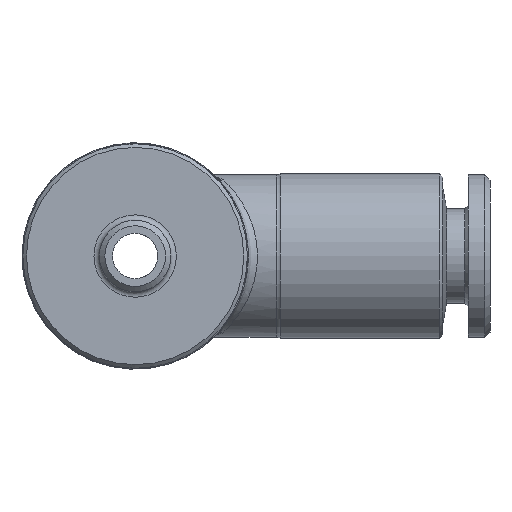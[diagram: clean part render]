
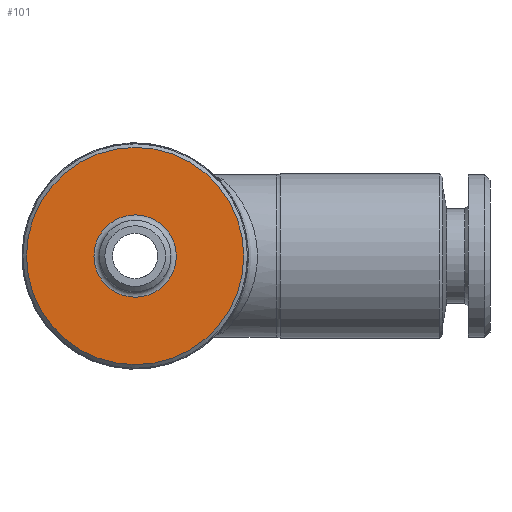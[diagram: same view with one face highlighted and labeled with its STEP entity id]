
A CAD part, front view. The second image highlights one B-rep face of the part: STEP entity #101.
In plain terms, the highlighted planar face has unit normal (0, -1, 0).
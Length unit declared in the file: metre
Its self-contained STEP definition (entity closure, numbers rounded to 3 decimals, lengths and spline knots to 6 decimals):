
#101 = ADVANCED_FACE( 'NONE', ( #258, #259 ), #260, .T. );
#258 = FACE_OUTER_BOUND( '', #503, .T. );
#259 = FACE_BOUND( '', #504, .T. );
#260 = PLANE( '', #505 );
#503 = EDGE_LOOP( '', ( #1059 ) );
#504 = EDGE_LOOP( '', ( #1060 ) );
#505 = AXIS2_PLACEMENT_3D( '', #1061, #1062, #1063 );
#1059 = ORIENTED_EDGE( '', *, *, #1429, .T. );
#1060 = ORIENTED_EDGE( '', *, *, #1430, .F. );
#1061 = CARTESIAN_POINT( '', ( -0.006, -0.0095, 0. ) );
#1062 = DIRECTION( '', ( 0., -1., 0. ) );
#1063 = DIRECTION( '', ( 0., 0., -1. ) );
#1429 = EDGE_CURVE( 'NONE', #1590, #1590, #1591, .T. );
#1430 = EDGE_CURVE( 'NONE', #1592, #1592, #1593, .T. );
#1590 = VERTEX_POINT( '', #1847 );
#1591 = CIRCLE( '', #1848, 0.006 );
#1592 = VERTEX_POINT( '', #1849 );
#1593 = CIRCLE( '', #1850, 0.002275 );
#1847 = CARTESIAN_POINT( '', ( 0., -0.0095, 0.006 ) );
#1848 = AXIS2_PLACEMENT_3D( '', #2284, #2285, #2286 );
#1849 = CARTESIAN_POINT( '', ( 0., -0.0095, 0.002275 ) );
#1850 = AXIS2_PLACEMENT_3D( '', #2287, #2288, #2289 );
#2284 = CARTESIAN_POINT( '', ( 0., -0.0095, 0. ) );
#2285 = DIRECTION( '', ( 0., -1., 0. ) );
#2286 = DIRECTION( '', ( 0., 0., 1. ) );
#2287 = CARTESIAN_POINT( '', ( 0., -0.0095, 0. ) );
#2288 = DIRECTION( '', ( 0., -1., 0. ) );
#2289 = DIRECTION( '', ( 0., 0., 1. ) );
